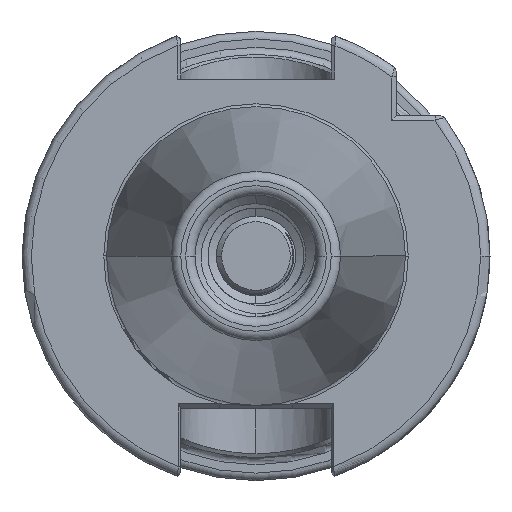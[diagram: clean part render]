
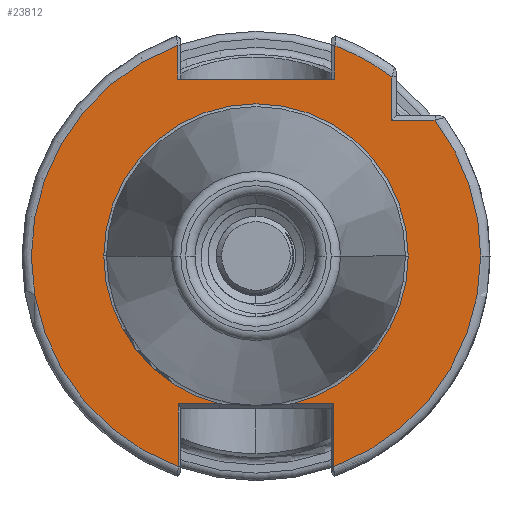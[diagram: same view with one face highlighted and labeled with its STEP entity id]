
A CAD part, left-side view. The second image highlights one B-rep face of the part: STEP entity #23812.
In plain terms, the highlighted planar face has unit normal (-1, 0, 0).
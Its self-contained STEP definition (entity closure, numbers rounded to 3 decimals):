
#3424 = DIRECTION ( 'NONE',  ( 1., 0., 0. ) ) ;
#3438 = DIRECTION ( 'NONE',  ( 0., -1., 0. ) ) ;
#3453 = CARTESIAN_POINT ( 'NONE',  ( 0., 0., 0. ) ) ;
#3946 = CARTESIAN_POINT ( 'NONE',  ( 0., 0., 0. ) ) ;
#3949 = DIRECTION ( 'NONE',  ( -1., 0., 0. ) ) ;
#3953 = DIRECTION ( 'NONE',  ( 0., -1., 0. ) ) ;
#4339 = CARTESIAN_POINT ( 'NONE',  ( 0., 0., 0. ) ) ;
#4343 = DIRECTION ( 'NONE',  ( 1., 0., 0. ) ) ;
#4351 = DIRECTION ( 'NONE',  ( 0., -1., 0. ) ) ;
#8252 = CARTESIAN_POINT ( 'NONE',  ( 0., -24., 0. ) ) ;
#8302 = CARTESIAN_POINT ( 'NONE',  ( 0., -8.288, -22.523 ) ) ;
#8373 = CARTESIAN_POINT ( 'NONE',  ( 0., -16.262, 0. ) ) ;
#8393 = CARTESIAN_POINT ( 'NONE',  ( 0., 3.851, -15.8 ) ) ;
#8400 = CARTESIAN_POINT ( 'NONE',  ( 0., -3.851, -15.8 ) ) ;
#8409 = CARTESIAN_POINT ( 'NONE',  ( 0., 16.262, 0. ) ) ;
#9545 = AXIS2_PLACEMENT_3D ( 'NONE', #13543, #13532, #13527 ) ;
#9639 = AXIS2_PLACEMENT_3D ( 'NONE', #3453, #3424, #3438 ) ;
#9642 = AXIS2_PLACEMENT_3D ( 'NONE', #4339, #4343, #4351 ) ;
#9663 = AXIS2_PLACEMENT_3D ( 'NONE', #3946, #3949, #3953 ) ;
#11969 = FACE_OUTER_BOUND ( 'NONE', #28486, .T. ) ;
#13504 = PLANE ( 'NONE',  #9545 ) ;
#13527 = DIRECTION ( 'NONE',  ( 0., -1., 0. ) ) ;
#13532 = DIRECTION ( 'NONE',  ( -1., 0., 0. ) ) ;
#13543 = CARTESIAN_POINT ( 'NONE',  ( 0., 16.342, 0. ) ) ;
#13966 = CARTESIAN_POINT ( 'NONE',  ( 0., 8.288, -15.8 ) ) ;
#14028 = CARTESIAN_POINT ( 'NONE',  ( 0., 8.288, -22.523 ) ) ;
#14037 = CARTESIAN_POINT ( 'NONE',  ( 0., -8.288, -15.8 ) ) ;
#14047 = CARTESIAN_POINT ( 'NONE',  ( 0., 8.361, 22.497 ) ) ;
#14057 = CARTESIAN_POINT ( 'NONE',  ( 0., -8.434, 22.469 ) ) ;
#14068 = CARTESIAN_POINT ( 'NONE',  ( 0., -8.434, 18.9 ) ) ;
#14103 = CARTESIAN_POINT ( 'NONE',  ( 0., 8.361, 18.9 ) ) ;
#14121 = CARTESIAN_POINT ( 'NONE',  ( 0., -14.5, 14.5 ) ) ;
#14125 = CARTESIAN_POINT ( 'NONE',  ( 0., -19.125, 14.5 ) ) ;
#14143 = CARTESIAN_POINT ( 'NONE',  ( 0., -14.5, 19.125 ) ) ;
#15828 = EDGE_CURVE ( 'NONE', #16953, #26991, #19774, .T. ) ;
#15852 = EDGE_CURVE ( 'NONE', #26989, #26977, #19827, .T. ) ;
#15853 = EDGE_CURVE ( 'NONE', #26950, #17053, #19792, .T. ) ;
#15858 = EDGE_CURVE ( 'NONE', #26992, #26980, #19820, .T. ) ;
#15865 = EDGE_CURVE ( 'NONE', #26991, #26982, #19793, .T. ) ;
#15867 = EDGE_CURVE ( 'NONE', #17211, #17227, #19810, .T. ) ;
#15874 = EDGE_CURVE ( 'NONE', #26977, #26980, #19794, .T. ) ;
#15882 = EDGE_CURVE ( 'NONE', #26963, #26995, #19819, .T. ) ;
#15884 = EDGE_CURVE ( 'NONE', #26982, #26989, #19787, .T. ) ;
#15903 = EDGE_CURVE ( 'NONE', #17252, #26950, #19877, .T. ) ;
#15906 = EDGE_CURVE ( 'NONE', #26992, #26973, #19840, .T. ) ;
#15913 = EDGE_CURVE ( 'NONE', #26995, #17268, #19850, .T. ) ;
#15914 = EDGE_CURVE ( 'NONE', #26973, #26963, #19848, .T. ) ;
#16953 = VERTEX_POINT ( 'NONE', #8252 ) ;
#17053 = VERTEX_POINT ( 'NONE', #8302 ) ;
#17211 = VERTEX_POINT ( 'NONE', #8409 ) ;
#17227 = VERTEX_POINT ( 'NONE', #8373 ) ;
#17252 = VERTEX_POINT ( 'NONE', #8400 ) ;
#17268 = VERTEX_POINT ( 'NONE', #8393 ) ;
#19015 = CIRCLE ( 'NONE', #9642, 16.262 ) ;
#19110 = CIRCLE ( 'NONE', #9639, 16.262 ) ;
#19135 = CIRCLE ( 'NONE', #9663, 24. ) ;
#19774 = CIRCLE ( 'NONE', #21876, 24. ) ;
#19784 = VECTOR ( 'NONE', #27917, 1000. ) ;
#19787 = LINE ( 'NONE', #27926, #19795 ) ;
#19792 = LINE ( 'NONE', #27717, #19798 ) ;
#19793 = LINE ( 'NONE', #27775, #19824 ) ;
#19794 = LINE ( 'NONE', #27874, #19803 ) ;
#19795 = VECTOR ( 'NONE', #27934, 1000. ) ;
#19798 = VECTOR ( 'NONE', #27706, 1000. ) ;
#19803 = VECTOR ( 'NONE', #27879, 1000. ) ;
#19809 = VECTOR ( 'NONE', #27713, 1000. ) ;
#19810 = CIRCLE ( 'NONE', #21858, 16.262 ) ;
#19819 = LINE ( 'NONE', #27905, #19784 ) ;
#19820 = LINE ( 'NONE', #27697, #19809 ) ;
#19824 = VECTOR ( 'NONE', #27772, 1000. ) ;
#19827 = CIRCLE ( 'NONE', #21854, 24. ) ;
#19840 = LINE ( 'NONE', #28214, #19879 ) ;
#19843 = VECTOR ( 'NONE', #27167, 1000. ) ;
#19848 = CIRCLE ( 'NONE', #21852, 24. ) ;
#19850 = LINE ( 'NONE', #27157, #19843 ) ;
#19852 = VECTOR ( 'NONE', #28185, 1000. ) ;
#19877 = LINE ( 'NONE', #28205, #19852 ) ;
#19879 = VECTOR ( 'NONE', #27090, 1000. ) ;
#21191 = EDGE_CURVE ( 'NONE', #17227, #17252, #19015, .T. ) ;
#21209 = EDGE_CURVE ( 'NONE', #17268, #17211, #19110, .T. ) ;
#21296 = EDGE_CURVE ( 'NONE', #17053, #16953, #19135, .T. ) ;
#21852 = AXIS2_PLACEMENT_3D ( 'NONE', #27174, #27172, #27173 ) ;
#21854 = AXIS2_PLACEMENT_3D ( 'NONE', #27688, #27716, #27682 ) ;
#21858 = AXIS2_PLACEMENT_3D ( 'NONE', #27803, #27819, #27782 ) ;
#21876 = AXIS2_PLACEMENT_3D ( 'NONE', #27544, #27552, #27542 ) ;
#23256 = ORIENTED_EDGE ( 'NONE', *, *, #15858, .F. ) ;
#23259 = ORIENTED_EDGE ( 'NONE', *, *, #15903, .T. ) ;
#23280 = ORIENTED_EDGE ( 'NONE', *, *, #15882, .T. ) ;
#23285 = ORIENTED_EDGE ( 'NONE', *, *, #15914, .T. ) ;
#23290 = ORIENTED_EDGE ( 'NONE', *, *, #15884, .T. ) ;
#23293 = ORIENTED_EDGE ( 'NONE', *, *, #15865, .T. ) ;
#23296 = ORIENTED_EDGE ( 'NONE', *, *, #15853, .T. ) ;
#23329 = ORIENTED_EDGE ( 'NONE', *, *, #15874, .T. ) ;
#23331 = ORIENTED_EDGE ( 'NONE', *, *, #21191, .T. ) ;
#23337 = ORIENTED_EDGE ( 'NONE', *, *, #21296, .T. ) ;
#23338 = ORIENTED_EDGE ( 'NONE', *, *, #15828, .T. ) ;
#23346 = ORIENTED_EDGE ( 'NONE', *, *, #15913, .T. ) ;
#23347 = ORIENTED_EDGE ( 'NONE', *, *, #15906, .T. ) ;
#23358 = ORIENTED_EDGE ( 'NONE', *, *, #15852, .T. ) ;
#23436 = ORIENTED_EDGE ( 'NONE', *, *, #21209, .T. ) ;
#23448 = ORIENTED_EDGE ( 'NONE', *, *, #15867, .T. ) ;
#23812 = ADVANCED_FACE ( 'NONE', ( #11969 ), #13504, .T. ) ;
#26950 = VERTEX_POINT ( 'NONE', #14037 ) ;
#26963 = VERTEX_POINT ( 'NONE', #14028 ) ;
#26973 = VERTEX_POINT ( 'NONE', #14047 ) ;
#26977 = VERTEX_POINT ( 'NONE', #14057 ) ;
#26980 = VERTEX_POINT ( 'NONE', #14068 ) ;
#26982 = VERTEX_POINT ( 'NONE', #14121 ) ;
#26989 = VERTEX_POINT ( 'NONE', #14143 ) ;
#26991 = VERTEX_POINT ( 'NONE', #14125 ) ;
#26992 = VERTEX_POINT ( 'NONE', #14103 ) ;
#26995 = VERTEX_POINT ( 'NONE', #13966 ) ;
#27090 = DIRECTION ( 'NONE',  ( 0., 0., 1. ) ) ;
#27157 = CARTESIAN_POINT ( 'NONE',  ( 0., -8.288, -15.8 ) ) ;
#27167 = DIRECTION ( 'NONE',  ( 0., -1., 0. ) ) ;
#27172 = DIRECTION ( 'NONE',  ( -1., 0., 0. ) ) ;
#27173 = DIRECTION ( 'NONE',  ( 0., -1., 0. ) ) ;
#27174 = CARTESIAN_POINT ( 'NONE',  ( 0., 0., 0. ) ) ;
#27542 = DIRECTION ( 'NONE',  ( 0., -1., 0. ) ) ;
#27544 = CARTESIAN_POINT ( 'NONE',  ( 0., 0., 0. ) ) ;
#27552 = DIRECTION ( 'NONE',  ( -1., 0., 0. ) ) ;
#27682 = DIRECTION ( 'NONE',  ( 0., -1., 0. ) ) ;
#27688 = CARTESIAN_POINT ( 'NONE',  ( 0., 0., 0. ) ) ;
#27697 = CARTESIAN_POINT ( 'NONE',  ( 0., 8.05, 18.9 ) ) ;
#27706 = DIRECTION ( 'NONE',  ( 0., 0., -1. ) ) ;
#27713 = DIRECTION ( 'NONE',  ( 0., -1., 0. ) ) ;
#27716 = DIRECTION ( 'NONE',  ( -1., 0., 0. ) ) ;
#27717 = CARTESIAN_POINT ( 'NONE',  ( 0., -8.288, -22.61 ) ) ;
#27772 = DIRECTION ( 'NONE',  ( 0., 1., 0. ) ) ;
#27775 = CARTESIAN_POINT ( 'NONE',  ( 0., 16.342, 14.5 ) ) ;
#27782 = DIRECTION ( 'NONE',  ( 0., -1., 0. ) ) ;
#27803 = CARTESIAN_POINT ( 'NONE',  ( 0., 0., 0. ) ) ;
#27819 = DIRECTION ( 'NONE',  ( 1., 0., 0. ) ) ;
#27874 = CARTESIAN_POINT ( 'NONE',  ( 0., -8.434, 0. ) ) ;
#27879 = DIRECTION ( 'NONE',  ( 0., 0., -1. ) ) ;
#27905 = CARTESIAN_POINT ( 'NONE',  ( 0., 8.288, -16.3 ) ) ;
#27917 = DIRECTION ( 'NONE',  ( 0., 0., 1. ) ) ;
#27926 = CARTESIAN_POINT ( 'NONE',  ( 0., -14.5, 0. ) ) ;
#27934 = DIRECTION ( 'NONE',  ( 0., 0., 1. ) ) ;
#28185 = DIRECTION ( 'NONE',  ( 0., -1., 0. ) ) ;
#28205 = CARTESIAN_POINT ( 'NONE',  ( 0., -8.288, -15.8 ) ) ;
#28214 = CARTESIAN_POINT ( 'NONE',  ( 0., 8.361, 0. ) ) ;
#28486 = EDGE_LOOP ( 'NONE', ( #23436, #23448, #23331, #23259, #23296, #23337, #23338, #23293, #23290, #23358, #23329, #23256, #23347, #23285, #23280, #23346 ) ) ;
